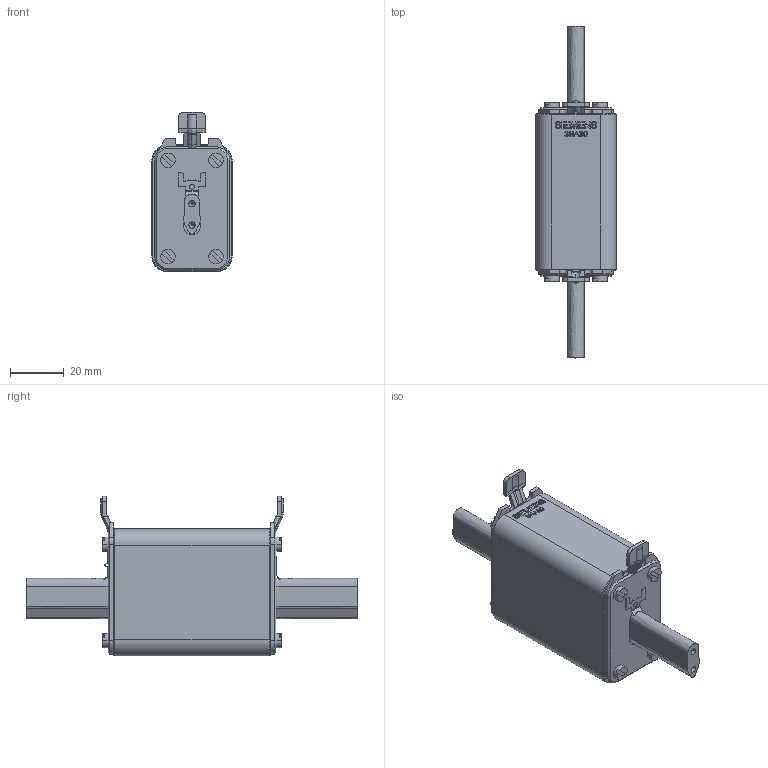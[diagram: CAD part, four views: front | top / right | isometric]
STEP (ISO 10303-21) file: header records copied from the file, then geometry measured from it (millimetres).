
FILE_DESCRIPTION(('STEP AP214'),'1');
FILE_NAME('cctmp_33381CAD-A9FB-4602-BFBF-564CEAC98FBB_2023_04_14_15_30_28_0130..stp','2023-04-14T13:30:28',('SIEMENS A&D'),('CADClick - www.CADClick.com'),'Spatial InterOp 3D postprocessed',' ','unknown authorization');
FILE_SCHEMA(('AUTOMOTIVE_DESIGN'));
Length unit declared in the file: millimetre
Products named in the file (1): 2023_04_14_15_30_28_0114
Bounding box: 30 x 123.9 x 59.7 mm (x, y, z)
Volume: 91921.5 mm3; surface area: 15134.9 mm2
Topology: 1 solids, 1 shells, 548 faces, 1468 edges, 950 vertices
Faces by surface type: plane 307, cylinder 128, bspline 79, cone 24, torus 10
Entity records: 23560 total; most frequent: CARTESIAN_POINT 8621, ORIENTED_EDGE 2936, DIRECTION 2476, EDGE_CURVE 1468, LINE 952, VECTOR 952, VERTEX_POINT 950, AXIS2_PLACEMENT_3D 762
